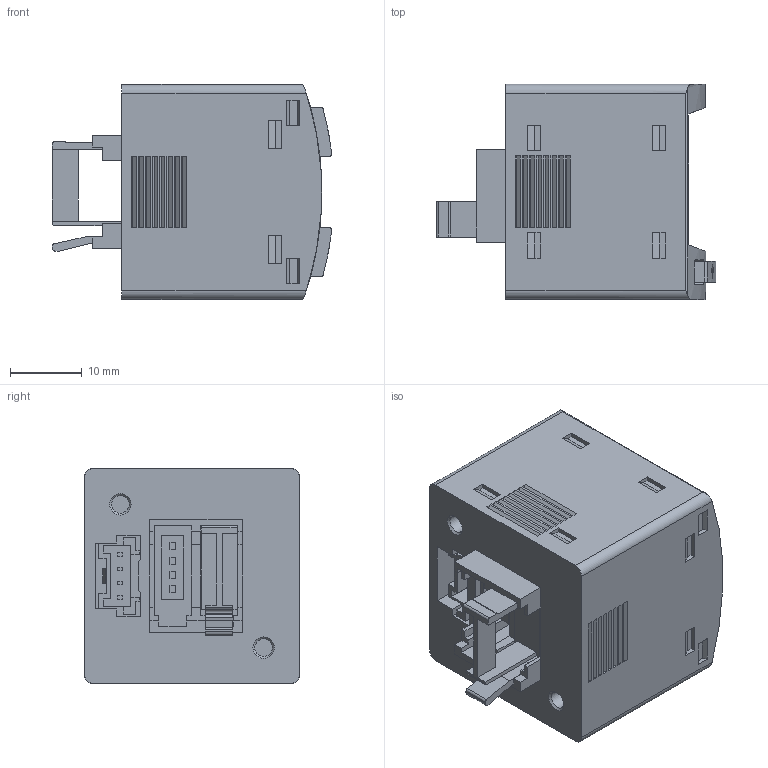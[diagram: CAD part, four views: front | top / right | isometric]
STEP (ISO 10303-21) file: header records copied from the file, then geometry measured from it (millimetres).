
FILE_DESCRIPTION(/* description */ ('STEP AP214'),/* implementation_level */ '2;1');
FILE_NAME(/* name */ '8035556_SCDN-2A-EC4-PNLK-L1',/* time_stamp */ '2024-09-14T23:19:55+02:00',/* author */ ('License CC BY-ND 4.0'),/* organization */ ('CADENAS'),/* preprocessor_version */ 'ST-DEVELOPER v19.3',/* originating_system */ 'PARTsolutions',/* authorisation */ ' ');
FILE_SCHEMA (('AUTOMOTIVE_DESIGN {1 0 10303 214 3 1 1}'));
Length unit declared in the file: millimetre
Products named in the file (3): 8035556 SCDN-2A-EC4-PNLK-L1; 8035556 SCDN-2A-EC4-PNLK-L1---(P); 5138038 NECU-S-ECG4
Assembly tree (2 placements, depth 2):
  8035556 SCDN-2A-EC4-PNLK-L1
    8035556 SCDN-2A-EC4-PNLK-L1---(P)
    5138038 NECU-S-ECG4
Bounding box: 38.98 x 30 x 30 mm (x, y, z)
Volume: 22786.4 mm3; surface area: 7711.7 mm2
Topology: 2 solids, 2 shells, 560 faces, 1434 edges, 953 vertices
Faces by surface type: plane 507, cylinder 50, cone 2, torus 1
Full cylindrical faces by diameter (mm): 2.459 x2, 2.9 x1, 3.2 x1
Entity records: 20669 total; most frequent: CARTESIAN_POINT 3043, ORIENTED_EDGE 2854, DIRECTION 2612, EDGE_CURVE 1427, LINE 1306, VECTOR 1306, VERTEX_POINT 953, AXIS2_PLACEMENT_3D 653
